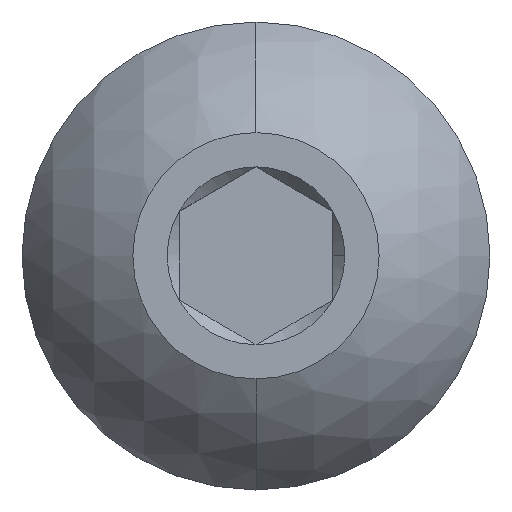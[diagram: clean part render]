
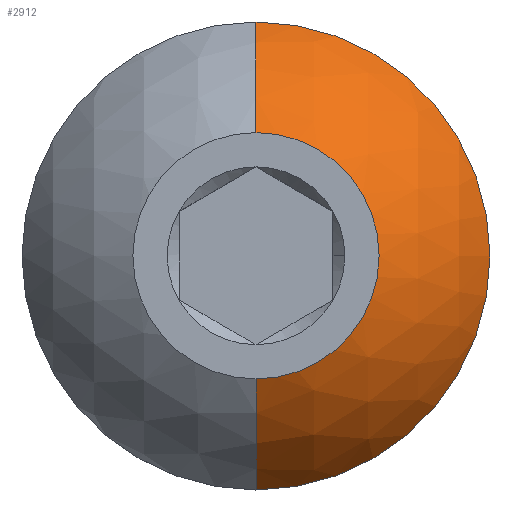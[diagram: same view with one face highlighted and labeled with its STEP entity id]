
A CAD part, top view. The second image highlights one B-rep face of the part: STEP entity #2912.
In plain terms, the highlighted spherical face has radius 4.229 mm.
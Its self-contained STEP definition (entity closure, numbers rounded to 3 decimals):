
#156 = DIRECTION ( 'NONE',  ( 1., 0., 0. ) ) ;
#157 = DIRECTION ( 'NONE',  ( 0., 0., 1. ) ) ;
#158 = CARTESIAN_POINT ( 'NONE',  ( 0., 0., 0. ) ) ;
#162 = DIRECTION ( 'NONE',  ( 1., 0., 0. ) ) ;
#163 = DIRECTION ( 'NONE',  ( 0., 0., 1. ) ) ;
#165 = CARTESIAN_POINT ( 'NONE',  ( 0., 0., -1.87 ) ) ;
#167 = DIRECTION ( 'NONE',  ( 0., -1., 0. ) ) ;
#169 = DIRECTION ( 'NONE',  ( -1., 0., 0. ) ) ;
#170 = CARTESIAN_POINT ( 'NONE',  ( 0., 0., -3.726 ) ) ;
#344 = CARTESIAN_POINT ( 'NONE',  ( 0., 0., -3.726 ) ) ;
#398 = DIRECTION ( 'NONE',  ( 1., 0., 0. ) ) ;
#399 = DIRECTION ( 'NONE',  ( 0., 0., 1. ) ) ;
#400 = CARTESIAN_POINT ( 'NONE',  ( 0., 0., -1.87 ) ) ;
#471 = DIRECTION ( 'NONE',  ( 1., 0., 0. ) ) ;
#483 = CARTESIAN_POINT ( 'NONE',  ( 0., 3.8, -1.87 ) ) ;
#486 = CARTESIAN_POINT ( 'NONE',  ( 0., -3.8, -1.87 ) ) ;
#516 = CARTESIAN_POINT ( 'NONE',  ( 3.8, 0., -1.87 ) ) ;
#527 = CARTESIAN_POINT ( 'NONE',  ( 0., -2., 0. ) ) ;
#530 = CARTESIAN_POINT ( 'NONE',  ( 0., 2., 0. ) ) ;
#590 = DIRECTION ( 'NONE',  ( 0., 1., 0. ) ) ;
#740 = VERTEX_POINT ( 'NONE', #527 ) ;
#741 = VERTEX_POINT ( 'NONE', #530 ) ;
#743 = VERTEX_POINT ( 'NONE', #483 ) ;
#744 = VERTEX_POINT ( 'NONE', #516 ) ;
#747 = VERTEX_POINT ( 'NONE', #486 ) ;
#858 = CIRCLE ( 'NONE', #1151, 3.8 ) ;
#887 = CIRCLE ( 'NONE', #1153, 4.229 ) ;
#909 = CIRCLE ( 'NONE', #1137, 3.8 ) ;
#910 = CIRCLE ( 'NONE', #1136, 2. ) ;
#911 = CIRCLE ( 'NONE', #1166, 4.229 ) ;
#964 = SPHERICAL_SURFACE ( 'NONE', #1094, 4.229 ) ;
#970 = FACE_OUTER_BOUND ( 'NONE', #2888, .T. ) ;
#1094 = AXIS2_PLACEMENT_3D ( 'NONE', #2480, #2495, #2474 ) ;
#1136 = AXIS2_PLACEMENT_3D ( 'NONE', #158, #157, #156 ) ;
#1137 = AXIS2_PLACEMENT_3D ( 'NONE', #165, #163, #162 ) ;
#1151 = AXIS2_PLACEMENT_3D ( 'NONE', #400, #399, #398 ) ;
#1153 = AXIS2_PLACEMENT_3D ( 'NONE', #344, #471, #590 ) ;
#1155 = EDGE_CURVE ( 'NONE', #744, #743, #858, .T. ) ;
#1166 = AXIS2_PLACEMENT_3D ( 'NONE', #170, #169, #167 ) ;
#1211 = EDGE_CURVE ( 'NONE', #743, #741, #887, .T. ) ;
#1254 = EDGE_CURVE ( 'NONE', #747, #740, #911, .T. ) ;
#1255 = EDGE_CURVE ( 'NONE', #747, #744, #909, .T. ) ;
#1257 = EDGE_CURVE ( 'NONE', #740, #741, #910, .T. ) ;
#1461 = ORIENTED_EDGE ( 'NONE', *, *, #1155, .T. ) ;
#1484 = ORIENTED_EDGE ( 'NONE', *, *, #1255, .T. ) ;
#1522 = ORIENTED_EDGE ( 'NONE', *, *, #1211, .T. ) ;
#1534 = ORIENTED_EDGE ( 'NONE', *, *, #1254, .F. ) ;
#1545 = ORIENTED_EDGE ( 'NONE', *, *, #1257, .F. ) ;
#2474 = DIRECTION ( 'NONE',  ( 0., -1., 0. ) ) ;
#2480 = CARTESIAN_POINT ( 'NONE',  ( 0., 0., -3.726 ) ) ;
#2495 = DIRECTION ( 'NONE',  ( 1., 0., 0. ) ) ;
#2888 = EDGE_LOOP ( 'NONE', ( #1484, #1461, #1522, #1545, #1534 ) ) ;
#2912 = ADVANCED_FACE ( 'NONE', ( #970 ), #964, .T. ) ;
